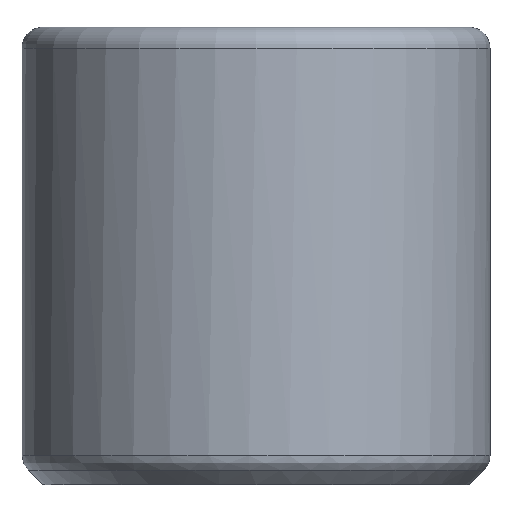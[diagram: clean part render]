
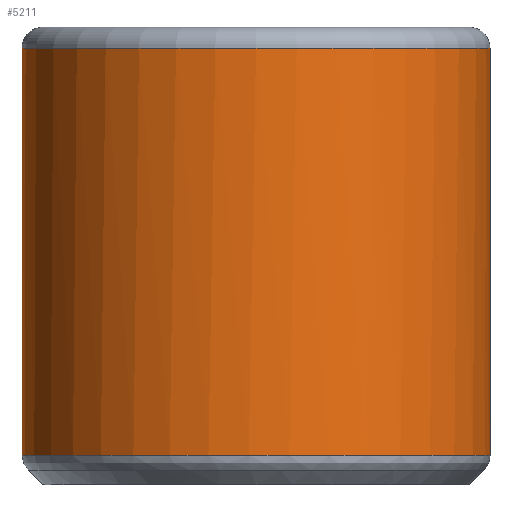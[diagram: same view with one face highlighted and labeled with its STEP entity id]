
A CAD part, front view. The second image highlights one B-rep face of the part: STEP entity #5211.
In plain terms, the highlighted cylindrical face has radius 11.25 mm (diameter 22.5 mm), a full revolution.
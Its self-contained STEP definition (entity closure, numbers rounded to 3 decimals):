
#4835 = TOROIDAL_SURFACE('',#4836,10.25,1.);
#4836 = AXIS2_PLACEMENT_3D('',#4837,#4838,#4839);
#4837 = CARTESIAN_POINT('',(0.,0.,21.));
#4838 = DIRECTION('',(0.,0.,1.));
#4839 = DIRECTION('',(1.,0.,-0.));
#4931 = ( BOUNDED_SURFACE() B_SPLINE_SURFACE(2,14,(
    (#4932,#4933,#4934,#4935,#4936,#4937,#4938,#4939,#4940,#4941,#4942
      ,#4943,#4944,#4945,#4946)
    ,(#4947,#4948,#4949,#4950,#4951,#4952,#4953,#4954,#4955,#4956,#4957
      ,#4958,#4959,#4960,#4961)
    ,(#4962,#4963,#4964,#4965,#4966,#4967,#4968,#4969,#4970,#4971,#4972
      ,#4973,#4974,#4975,#4976
)),.UNSPECIFIED.,.F.,.T.,.F.) B_SPLINE_SURFACE_WITH_KNOTS((3,3),(15,15),
  (0.,70.686),(0.,70.686),.PIECEWISE_BEZIER_KNOTS.) 
GEOMETRIC_REPRESENTATION_ITEM() RATIONAL_B_SPLINE_SURFACE((
    (1.,1.,1.,1.,1.,1.
      ,1.,1.,1.,1.
      ,1.,1.,1.,1.,1.)
    ,(0.924,0.924,0.924,0.924
      ,0.924,0.924,0.924,0.924
      ,0.924,0.924,0.924,0.924
      ,0.924,0.924,0.924)
    ,(1.,1.,1.,1.,1.,1.
      ,1.,1.,1.,1.
      ,1.,1.,1.,1.,1.
))) REPRESENTATION_ITEM('') SURFACE() );
#4932 = CARTESIAN_POINT('',(11.25,0.,1.414));
#4933 = CARTESIAN_POINT('',(11.25,4.976,
    1.414));
#4934 = CARTESIAN_POINT('',(8.88,10.058,1.414
    ));
#4935 = CARTESIAN_POINT('',(3.974,13.921,
    1.414));
#4936 = CARTESIAN_POINT('',(-2.719,15.191,
    1.414));
#4937 = CARTESIAN_POINT('',(-9.651,12.677,
    1.414));
#4938 = CARTESIAN_POINT('',(-14.302,7.7,
    1.414));
#4939 = CARTESIAN_POINT('',(-17.244,0.,
    1.414));
#4940 = CARTESIAN_POINT('',(-14.302,-7.7,
    1.414));
#4941 = CARTESIAN_POINT('',(-9.651,-12.677,
    1.414));
#4942 = CARTESIAN_POINT('',(-2.719,-15.191,
    1.414));
#4943 = CARTESIAN_POINT('',(3.974,-13.921,
    1.414));
#4944 = CARTESIAN_POINT('',(8.88,-10.058,
    1.414));
#4945 = CARTESIAN_POINT('',(11.25,-4.976,
    1.414));
#4946 = CARTESIAN_POINT('',(11.25,0.,1.414));
#4947 = CARTESIAN_POINT('',(11.25,0.,1.));
#4948 = CARTESIAN_POINT('',(11.25,4.976,1.));
#4949 = CARTESIAN_POINT('',(8.88,10.058,1.));
#4950 = CARTESIAN_POINT('',(3.974,13.921,
    1.));
#4951 = CARTESIAN_POINT('',(-2.719,15.191,
    1.));
#4952 = CARTESIAN_POINT('',(-9.651,12.677,
    1.));
#4953 = CARTESIAN_POINT('',(-14.302,7.7,1.
    ));
#4954 = CARTESIAN_POINT('',(-17.244,0.,
    1.));
#4955 = CARTESIAN_POINT('',(-14.302,-7.7,
    1.));
#4956 = CARTESIAN_POINT('',(-9.651,-12.677,
    1.));
#4957 = CARTESIAN_POINT('',(-2.719,-15.191,
    1.));
#4958 = CARTESIAN_POINT('',(3.974,-13.921,1.));
#4959 = CARTESIAN_POINT('',(8.88,-10.058,1.));
#4960 = CARTESIAN_POINT('',(11.25,-4.976,1.));
#4961 = CARTESIAN_POINT('',(11.25,0.,1.));
#4962 = CARTESIAN_POINT('',(10.957,0.,0.707));
#4963 = CARTESIAN_POINT('',(10.957,4.846,0.707)
  );
#4964 = CARTESIAN_POINT('',(8.649,9.796,0.707
    ));
#4965 = CARTESIAN_POINT('',(3.87,13.559,
    0.707));
#4966 = CARTESIAN_POINT('',(-2.648,14.796,
    0.707));
#4967 = CARTESIAN_POINT('',(-9.4,12.347,
    0.707));
#4968 = CARTESIAN_POINT('',(-13.93,7.499,0.707
    ));
#4969 = CARTESIAN_POINT('',(-16.795,0.,
    0.707));
#4970 = CARTESIAN_POINT('',(-13.93,-7.499,
    0.707));
#4971 = CARTESIAN_POINT('',(-9.4,-12.347,
    0.707));
#4972 = CARTESIAN_POINT('',(-2.648,-14.796,
    0.707));
#4973 = CARTESIAN_POINT('',(3.87,-13.559,
    0.707));
#4974 = CARTESIAN_POINT('',(8.649,-9.796,0.707
    ));
#4975 = CARTESIAN_POINT('',(10.957,-4.846,
    0.707));
#4976 = CARTESIAN_POINT('',(10.957,0.,
    0.707));
#5086 = VERTEX_POINT('',#5087);
#5087 = CARTESIAN_POINT('',(11.25,0.,21.));
#5107 = EDGE_CURVE('',#5086,#5086,#5108,.T.);
#5108 = SURFACE_CURVE('',#5109,(#5114,#5121),.PCURVE_S1.);
#5109 = CIRCLE('',#5110,11.25);
#5110 = AXIS2_PLACEMENT_3D('',#5111,#5112,#5113);
#5111 = CARTESIAN_POINT('',(0.,0.,21.));
#5112 = DIRECTION('',(0.,0.,1.));
#5113 = DIRECTION('',(1.,0.,-0.));
#5114 = PCURVE('',#4835,#5115);
#5115 = DEFINITIONAL_REPRESENTATION('',(#5116),#5120);
#5116 = LINE('',#5117,#5118);
#5117 = CARTESIAN_POINT('',(0.,0.));
#5118 = VECTOR('',#5119,1.);
#5119 = DIRECTION('',(1.,0.));
#5120 = ( GEOMETRIC_REPRESENTATION_CONTEXT(2) 
PARAMETRIC_REPRESENTATION_CONTEXT() REPRESENTATION_CONTEXT('2D SPACE',''
  ) );
#5121 = PCURVE('',#5122,#5127);
#5122 = CYLINDRICAL_SURFACE('',#5123,11.25);
#5123 = AXIS2_PLACEMENT_3D('',#5124,#5125,#5126);
#5124 = CARTESIAN_POINT('',(0.,0.,0.));
#5125 = DIRECTION('',(-0.,-0.,-1.));
#5126 = DIRECTION('',(1.,0.,0.));
#5127 = DEFINITIONAL_REPRESENTATION('',(#5128),#5132);
#5128 = LINE('',#5129,#5130);
#5129 = CARTESIAN_POINT('',(-0.,-21.));
#5130 = VECTOR('',#5131,1.);
#5131 = DIRECTION('',(-1.,0.));
#5132 = ( GEOMETRIC_REPRESENTATION_CONTEXT(2) 
PARAMETRIC_REPRESENTATION_CONTEXT() REPRESENTATION_CONTEXT('2D SPACE',''
  ) );
#5140 = VERTEX_POINT('',#5141);
#5141 = CARTESIAN_POINT('',(11.25,0.,1.414));
#5162 = EDGE_CURVE('',#5140,#5140,#5163,.T.);
#5163 = SURFACE_CURVE('',#5164,(#5180,#5187),.PCURVE_S1.);
#5164 = ( BOUNDED_CURVE() B_SPLINE_CURVE(14,(#5165,#5166,#5167,#5168,
    #5169,#5170,#5171,#5172,#5173,#5174,#5175,#5176,#5177,#5178,#5179),
.UNSPECIFIED.,.T.,.F.) B_SPLINE_CURVE_WITH_KNOTS((15,15),(0.,
70.686),.PIECEWISE_BEZIER_KNOTS.) CURVE() 
GEOMETRIC_REPRESENTATION_ITEM() RATIONAL_B_SPLINE_CURVE((1.,1.,
    1.,1.,1.,1.,
    1.,1.,1.,1.,
    1.,1.,1.,1.,1.)) 
REPRESENTATION_ITEM('') );
#5165 = CARTESIAN_POINT('',(11.25,0.,1.414));
#5166 = CARTESIAN_POINT('',(11.25,4.976,
    1.414));
#5167 = CARTESIAN_POINT('',(8.88,10.058,1.414
    ));
#5168 = CARTESIAN_POINT('',(3.974,13.921,
    1.414));
#5169 = CARTESIAN_POINT('',(-2.719,15.191,
    1.414));
#5170 = CARTESIAN_POINT('',(-9.651,12.677,
    1.414));
#5171 = CARTESIAN_POINT('',(-14.302,7.7,
    1.414));
#5172 = CARTESIAN_POINT('',(-17.244,0.,
    1.414));
#5173 = CARTESIAN_POINT('',(-14.302,-7.7,
    1.414));
#5174 = CARTESIAN_POINT('',(-9.651,-12.677,
    1.414));
#5175 = CARTESIAN_POINT('',(-2.719,-15.191,
    1.414));
#5176 = CARTESIAN_POINT('',(3.974,-13.921,
    1.414));
#5177 = CARTESIAN_POINT('',(8.88,-10.058,
    1.414));
#5178 = CARTESIAN_POINT('',(11.25,-4.976,
    1.414));
#5179 = CARTESIAN_POINT('',(11.25,0.,1.414));
#5180 = PCURVE('',#4931,#5181);
#5181 = DEFINITIONAL_REPRESENTATION('',(#5182),#5186);
#5182 = LINE('',#5183,#5184);
#5183 = CARTESIAN_POINT('',(0.,0.));
#5184 = VECTOR('',#5185,1.);
#5185 = DIRECTION('',(0.,1.));
#5186 = ( GEOMETRIC_REPRESENTATION_CONTEXT(2) 
PARAMETRIC_REPRESENTATION_CONTEXT() REPRESENTATION_CONTEXT('2D SPACE',''
  ) );
#5187 = PCURVE('',#5122,#5188);
#5188 = DEFINITIONAL_REPRESENTATION('',(#5189),#5210);
#5189 = B_SPLINE_CURVE_WITH_KNOTS('',10,(#5190,#5191,#5192,#5193,#5194,
    #5195,#5196,#5197,#5198,#5199,#5200,#5201,#5202,#5203,#5204,#5205,
    #5206,#5207,#5208,#5209),.UNSPECIFIED.,.F.,.F.,(11,9,11),(0.,
    35.343,70.686),.UNSPECIFIED.);
#5190 = CARTESIAN_POINT('',(0.,-1.414));
#5191 = CARTESIAN_POINT('',(-0.31,-1.414));
#5192 = CARTESIAN_POINT('',(-0.624,-1.414));
#5193 = CARTESIAN_POINT('',(-0.94,-1.414));
#5194 = CARTESIAN_POINT('',(-1.256,-1.414));
#5195 = CARTESIAN_POINT('',(-1.57,-1.414));
#5196 = CARTESIAN_POINT('',(-1.885,-1.414));
#5197 = CARTESIAN_POINT('',(-2.199,-1.414));
#5198 = CARTESIAN_POINT('',(-2.513,-1.414));
#5199 = CARTESIAN_POINT('',(-2.827,-1.414));
#5200 = CARTESIAN_POINT('',(-3.456,-1.414));
#5201 = CARTESIAN_POINT('',(-3.77,-1.414));
#5202 = CARTESIAN_POINT('',(-4.084,-1.414));
#5203 = CARTESIAN_POINT('',(-4.398,-1.414));
#5204 = CARTESIAN_POINT('',(-4.713,-1.414));
#5205 = CARTESIAN_POINT('',(-5.027,-1.414));
#5206 = CARTESIAN_POINT('',(-5.343,-1.414));
#5207 = CARTESIAN_POINT('',(-5.659,-1.414));
#5208 = CARTESIAN_POINT('',(-5.974,-1.414));
#5209 = CARTESIAN_POINT('',(-6.283,-1.414));
#5210 = ( GEOMETRIC_REPRESENTATION_CONTEXT(2) 
PARAMETRIC_REPRESENTATION_CONTEXT() REPRESENTATION_CONTEXT('2D SPACE',''
  ) );
#5211 = ADVANCED_FACE('',(#5212),#5122,.T.);
#5212 = FACE_BOUND('',#5213,.F.);
#5213 = EDGE_LOOP('',(#5214,#5235,#5236,#5237));
#5214 = ORIENTED_EDGE('',*,*,#5215,.T.);
#5215 = EDGE_CURVE('',#5140,#5086,#5216,.T.);
#5216 = SEAM_CURVE('',#5217,(#5221,#5228),.PCURVE_S1.);
#5217 = LINE('',#5218,#5219);
#5218 = CARTESIAN_POINT('',(11.25,0.,0.));
#5219 = VECTOR('',#5220,1.);
#5220 = DIRECTION('',(0.,0.,1.));
#5221 = PCURVE('',#5122,#5222);
#5222 = DEFINITIONAL_REPRESENTATION('',(#5223),#5227);
#5223 = LINE('',#5224,#5225);
#5224 = CARTESIAN_POINT('',(-0.,0.));
#5225 = VECTOR('',#5226,1.);
#5226 = DIRECTION('',(-0.,-1.));
#5227 = ( GEOMETRIC_REPRESENTATION_CONTEXT(2) 
PARAMETRIC_REPRESENTATION_CONTEXT() REPRESENTATION_CONTEXT('2D SPACE',''
  ) );
#5228 = PCURVE('',#5122,#5229);
#5229 = DEFINITIONAL_REPRESENTATION('',(#5230),#5234);
#5230 = LINE('',#5231,#5232);
#5231 = CARTESIAN_POINT('',(-6.283,0.));
#5232 = VECTOR('',#5233,1.);
#5233 = DIRECTION('',(-0.,-1.));
#5234 = ( GEOMETRIC_REPRESENTATION_CONTEXT(2) 
PARAMETRIC_REPRESENTATION_CONTEXT() REPRESENTATION_CONTEXT('2D SPACE',''
  ) );
#5235 = ORIENTED_EDGE('',*,*,#5107,.T.);
#5236 = ORIENTED_EDGE('',*,*,#5215,.F.);
#5237 = ORIENTED_EDGE('',*,*,#5162,.F.);
